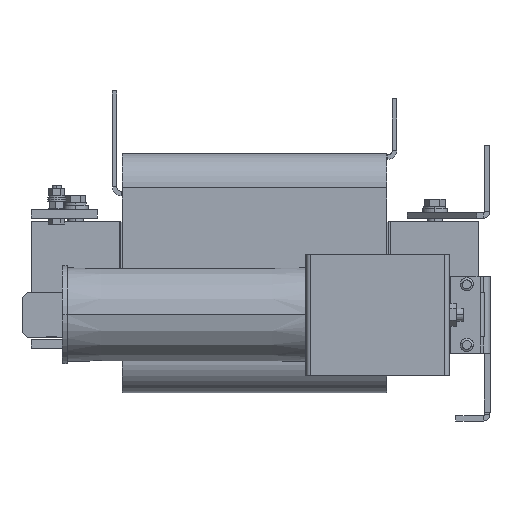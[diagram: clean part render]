
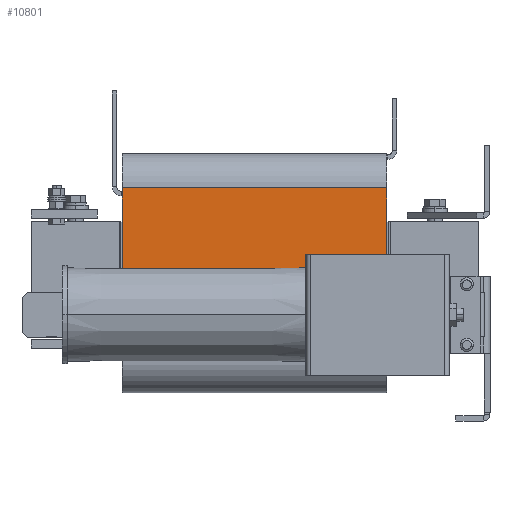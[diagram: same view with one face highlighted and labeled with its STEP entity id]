
A CAD part, left-side view. The second image highlights one B-rep face of the part: STEP entity #10801.
In plain terms, the highlighted planar face has unit normal (-1, 0, 0).
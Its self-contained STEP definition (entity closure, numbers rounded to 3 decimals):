
#1231 = CARTESIAN_POINT ( 'NONE',  ( -235.75, 43.6, -72.5 ) ) ;
#1574 = DIRECTION ( 'NONE',  ( 0., 0., -1. ) ) ;
#1628 = DIRECTION ( 'NONE',  ( 0., 0., 1. ) ) ;
#2117 = DIRECTION ( 'NONE',  ( 0., -1., 0. ) ) ;
#2147 = CARTESIAN_POINT ( 'NONE',  ( -235.75, 283.6, -72.5 ) ) ;
#2500 = EDGE_LOOP ( 'NONE', ( #7288, #3046, #11315, #16229 ) ) ;
#2612 = VERTEX_POINT ( 'NONE', #12028 ) ;
#2770 = VERTEX_POINT ( 'NONE', #17620 ) ;
#2833 = DIRECTION ( 'NONE',  ( 0., 0., 1. ) ) ;
#3046 = ORIENTED_EDGE ( 'NONE', *, *, #16634, .F. ) ;
#3061 = LINE ( 'NONE', #12815, #12065 ) ;
#6427 = EDGE_CURVE ( 'Defeature ausgef�hrt2_39+Defeature ausgef�hrt2_30+Defeature ausgef�hrt2_38+Defeature ausgef�hrt2_32', #2612, #2770, #9257, .T. ) ;
#6658 = VERTEX_POINT ( 'NONE', #2147 ) ;
#7288 = ORIENTED_EDGE ( 'NONE', *, *, #6427, .T. ) ;
#7581 = CARTESIAN_POINT ( 'NONE',  ( -235.75, 283.6, -72.5 ) ) ;
#7726 = PLANE ( 'NONE',  #11531 ) ;
#7799 = LINE ( 'NONE', #7581, #19360 ) ;
#8293 = EDGE_CURVE ( 'Defeature ausgef�hrt2_31+Defeature ausgef�hrt2_39+Defeature ausgef�hrt2_38+Defeature ausgef�hrt2_32', #6658, #10800, #7799, .T. ) ;
#8555 = VECTOR ( 'NONE', #2833, 1000. ) ;
#9257 = LINE ( 'NONE', #1231, #8555 ) ;
#10687 = DIRECTION ( 'NONE',  ( 1., 0., 0. ) ) ;
#10800 = VERTEX_POINT ( 'NONE', #15156 ) ;
#10801 = ADVANCED_FACE ( 'Defeature ausgef�hrt2_39', ( #14288 ), #7726, .F. ) ;
#10844 = LINE ( 'NONE', #17362, #15317 ) ;
#11315 = ORIENTED_EDGE ( 'NONE', *, *, #8293, .F. ) ;
#11531 = AXIS2_PLACEMENT_3D ( 'NONE', #12296, #10687, #1574 ) ;
#12028 = CARTESIAN_POINT ( 'NONE',  ( -235.75, 43.6, -72.5 ) ) ;
#12065 = VECTOR ( 'NONE', #2117, 1000. ) ;
#12296 = CARTESIAN_POINT ( 'NONE',  ( -235.75, 283.6, -72.5 ) ) ;
#12815 = CARTESIAN_POINT ( 'NONE',  ( -235.75, 283.6, 82.5 ) ) ;
#14288 = FACE_OUTER_BOUND ( 'NONE', #2500, .T. ) ;
#15156 = CARTESIAN_POINT ( 'NONE',  ( -235.75, 283.6, 82.5 ) ) ;
#15317 = VECTOR ( 'NONE', #18873, 1000. ) ;
#16229 = ORIENTED_EDGE ( 'NONE', *, *, #16724, .T. ) ;
#16634 = EDGE_CURVE ( 'Defeature ausgef�hrt2_32+Defeature ausgef�hrt2_39+Defeature ausgef�hrt2_31+Defeature ausgef�hrt2_30', #10800, #2770, #3061, .T. ) ;
#16724 = EDGE_CURVE ( 'Defeature ausgef�hrt2_39+Defeature ausgef�hrt2_38+Defeature ausgef�hrt2_31+Defeature ausgef�hrt2_30', #6658, #2612, #10844, .T. ) ;
#17362 = CARTESIAN_POINT ( 'NONE',  ( -235.75, 283.6, -72.5 ) ) ;
#17620 = CARTESIAN_POINT ( 'NONE',  ( -235.75, 43.6, 82.5 ) ) ;
#18873 = DIRECTION ( 'NONE',  ( 0., -1., 0. ) ) ;
#19360 = VECTOR ( 'NONE', #1628, 1000. ) ;
